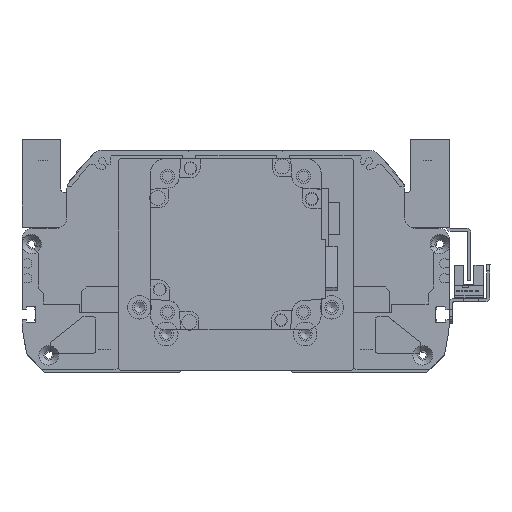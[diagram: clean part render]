
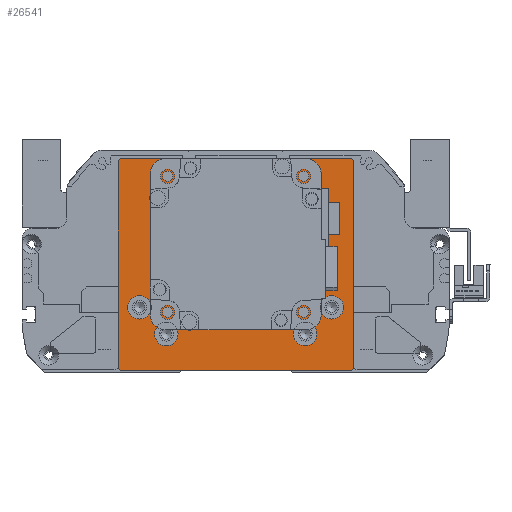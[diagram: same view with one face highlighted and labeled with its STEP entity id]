
A CAD part, front view. The second image highlights one B-rep face of the part: STEP entity #26541.
In plain terms, the highlighted face is planar.
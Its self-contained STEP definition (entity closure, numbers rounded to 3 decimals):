
#452=FACE_BOUND('',#5560,.T.);
#453=FACE_BOUND('',#5561,.T.);
#454=FACE_BOUND('',#5562,.T.);
#455=FACE_BOUND('',#5563,.T.);
#456=FACE_BOUND('',#5564,.T.);
#457=FACE_BOUND('',#5565,.T.);
#458=FACE_BOUND('',#5566,.T.);
#459=FACE_BOUND('',#5567,.T.);
#460=FACE_BOUND('',#5568,.T.);
#1713=PLANE('',#29489);
#3913=FACE_OUTER_BOUND('',#5559,.T.);
#5559=EDGE_LOOP('',(#24552,#24553,#24554,#24555,#24556,#24557,#24558,#24559));
#5560=EDGE_LOOP('',(#24560));
#5561=EDGE_LOOP('',(#24561));
#5562=EDGE_LOOP('',(#24562));
#5563=EDGE_LOOP('',(#24563));
#5564=EDGE_LOOP('',(#24564));
#5565=EDGE_LOOP('',(#24565));
#5566=EDGE_LOOP('',(#24566));
#5567=EDGE_LOOP('',(#24567));
#5568=EDGE_LOOP('',(#24568));
#7731=LINE('',#46616,#9954);
#7734=LINE('',#46625,#9957);
#7737=LINE('',#46630,#9960);
#7739=LINE('',#46633,#9962);
#7740=LINE('',#46636,#9963);
#7742=LINE('',#46640,#9965);
#7744=LINE('',#46644,#9967);
#7757=LINE('',#46706,#9980);
#9954=VECTOR('',#36536,10.);
#9957=VECTOR('',#36545,10.);
#9960=VECTOR('',#36550,10.);
#9962=VECTOR('',#36554,10.);
#9963=VECTOR('',#36557,10.);
#9965=VECTOR('',#36561,10.);
#9967=VECTOR('',#36565,10.);
#9980=VECTOR('',#36644,10.);
#11333=CIRCLE('',#29446,2.459);
#11334=CIRCLE('',#29449,2.459);
#11335=CIRCLE('',#29457,2.459);
#11336=CIRCLE('',#29459,2.459);
#11339=CIRCLE('',#29464,5.5);
#11342=CIRCLE('',#29470,5.5);
#11345=CIRCLE('',#29476,5.5);
#11348=CIRCLE('',#29482,5.5);
#11350=CIRCLE('',#29487,35.);
#13716=VERTEX_POINT('',#46609);
#13717=VERTEX_POINT('',#46613);
#13718=VERTEX_POINT('',#46615);
#13719=VERTEX_POINT('',#46619);
#13720=VERTEX_POINT('',#46623);
#13721=VERTEX_POINT('',#46624);
#13722=VERTEX_POINT('',#46629);
#13723=VERTEX_POINT('',#46635);
#13724=VERTEX_POINT('',#46639);
#13725=VERTEX_POINT('',#46643);
#13726=VERTEX_POINT('',#46647);
#13727=VERTEX_POINT('',#46651);
#13730=VERTEX_POINT('',#46660);
#13733=VERTEX_POINT('',#46671);
#13736=VERTEX_POINT('',#46682);
#13739=VERTEX_POINT('',#46693);
#13741=VERTEX_POINT('',#46702);
#17342=EDGE_CURVE('',#13716,#13716,#11333,.T.);
#17345=EDGE_CURVE('',#13718,#13717,#7731,.T.);
#17347=EDGE_CURVE('',#13719,#13719,#11334,.T.);
#17349=EDGE_CURVE('',#13720,#13721,#7734,.T.);
#17352=EDGE_CURVE('',#13722,#13721,#7737,.T.);
#17354=EDGE_CURVE('',#13722,#13717,#7739,.T.);
#17355=EDGE_CURVE('',#13718,#13723,#7740,.T.);
#17357=EDGE_CURVE('',#13724,#13723,#7742,.T.);
#17359=EDGE_CURVE('',#13724,#13725,#7744,.T.);
#17361=EDGE_CURVE('',#13726,#13726,#11335,.T.);
#17363=EDGE_CURVE('',#13727,#13727,#11336,.T.);
#17367=EDGE_CURVE('',#13730,#13730,#11339,.T.);
#17372=EDGE_CURVE('',#13733,#13733,#11342,.T.);
#17377=EDGE_CURVE('',#13736,#13736,#11345,.T.);
#17382=EDGE_CURVE('',#13739,#13739,#11348,.T.);
#17386=EDGE_CURVE('',#13741,#13741,#11350,.T.);
#17388=EDGE_CURVE('',#13720,#13725,#7757,.T.);
#24552=ORIENTED_EDGE('',*,*,#17349,.F.);
#24553=ORIENTED_EDGE('',*,*,#17388,.T.);
#24554=ORIENTED_EDGE('',*,*,#17359,.F.);
#24555=ORIENTED_EDGE('',*,*,#17357,.T.);
#24556=ORIENTED_EDGE('',*,*,#17355,.F.);
#24557=ORIENTED_EDGE('',*,*,#17345,.T.);
#24558=ORIENTED_EDGE('',*,*,#17354,.F.);
#24559=ORIENTED_EDGE('',*,*,#17352,.T.);
#24560=ORIENTED_EDGE('',*,*,#17361,.T.);
#24561=ORIENTED_EDGE('',*,*,#17347,.T.);
#24562=ORIENTED_EDGE('',*,*,#17363,.T.);
#24563=ORIENTED_EDGE('',*,*,#17342,.T.);
#24564=ORIENTED_EDGE('',*,*,#17367,.T.);
#24565=ORIENTED_EDGE('',*,*,#17372,.T.);
#24566=ORIENTED_EDGE('',*,*,#17377,.T.);
#24567=ORIENTED_EDGE('',*,*,#17382,.T.);
#24568=ORIENTED_EDGE('',*,*,#17386,.T.);
#26541=ADVANCED_FACE('',(#3913,#452,#453,#454,#455,#456,#457,#458,#459,
#460),#1713,.T.);
#29446=AXIS2_PLACEMENT_3D('',#46610,#36530,#36531);
#29449=AXIS2_PLACEMENT_3D('',#46620,#36540,#36541);
#29457=AXIS2_PLACEMENT_3D('',#46648,#36569,#36570);
#29459=AXIS2_PLACEMENT_3D('',#46652,#36574,#36575);
#29464=AXIS2_PLACEMENT_3D('',#46661,#36585,#36586);
#29470=AXIS2_PLACEMENT_3D('',#46672,#36599,#36600);
#29476=AXIS2_PLACEMENT_3D('',#46683,#36613,#36614);
#29482=AXIS2_PLACEMENT_3D('',#46694,#36627,#36628);
#29487=AXIS2_PLACEMENT_3D('',#46703,#36639,#36640);
#29489=AXIS2_PLACEMENT_3D('',#46707,#36645,#36646);
#36530=DIRECTION('center_axis',(0.,0.,-1.));
#36531=DIRECTION('ref_axis',(1.,0.,0.));
#36536=DIRECTION('',(-1.,0.,0.));
#36540=DIRECTION('center_axis',(0.,0.,-1.));
#36541=DIRECTION('ref_axis',(1.,0.,0.));
#36545=DIRECTION('',(-0.707,0.707,0.));
#36550=DIRECTION('',(0.,-1.,0.));
#36554=DIRECTION('',(0.707,0.707,0.));
#36557=DIRECTION('',(0.707,-0.707,0.));
#36561=DIRECTION('',(0.,1.,0.));
#36565=DIRECTION('',(-0.707,-0.707,0.));
#36569=DIRECTION('center_axis',(0.,0.,-1.));
#36570=DIRECTION('ref_axis',(1.,0.,0.));
#36574=DIRECTION('center_axis',(0.,0.,-1.));
#36575=DIRECTION('ref_axis',(1.,0.,0.));
#36585=DIRECTION('center_axis',(0.,0.,-1.));
#36586=DIRECTION('ref_axis',(1.,0.,0.));
#36599=DIRECTION('center_axis',(0.,0.,-1.));
#36600=DIRECTION('ref_axis',(1.,0.,0.));
#36613=DIRECTION('center_axis',(0.,0.,-1.));
#36614=DIRECTION('ref_axis',(1.,0.,0.));
#36627=DIRECTION('center_axis',(0.,0.,-1.));
#36628=DIRECTION('ref_axis',(1.,0.,0.));
#36639=DIRECTION('center_axis',(0.,0.,-1.));
#36640=DIRECTION('ref_axis',(1.,0.,0.));
#36644=DIRECTION('',(1.,0.,0.));
#36645=DIRECTION('center_axis',(0.,0.,1.));
#36646=DIRECTION('ref_axis',(1.,0.,0.));
#46609=CARTESIAN_POINT('',(29.361,41.32,89.));
#46610=CARTESIAN_POINT('Origin',(31.82,41.32,89.));
#46613=CARTESIAN_POINT('',(-54.,49.5,89.));
#46615=CARTESIAN_POINT('',(54.,49.5,89.));
#46616=CARTESIAN_POINT('',(55.,49.5,89.));
#46619=CARTESIAN_POINT('',(-34.278,41.32,89.));
#46620=CARTESIAN_POINT('Origin',(-31.82,41.32,89.));
#46623=CARTESIAN_POINT('',(-54.,-49.5,89.));
#46624=CARTESIAN_POINT('',(-55.,-48.5,89.));
#46625=CARTESIAN_POINT('',(-53.125,-50.375,89.));
#46629=CARTESIAN_POINT('',(-55.,48.5,89.));
#46630=CARTESIAN_POINT('',(-55.,49.5,89.));
#46633=CARTESIAN_POINT('',(-53.125,50.375,89.));
#46635=CARTESIAN_POINT('',(55.,48.5,89.));
#46636=CARTESIAN_POINT('',(53.125,50.375,89.));
#46639=CARTESIAN_POINT('',(55.,-48.5,89.));
#46640=CARTESIAN_POINT('',(55.,-49.5,89.));
#46643=CARTESIAN_POINT('',(54.,-49.5,89.));
#46644=CARTESIAN_POINT('',(53.125,-50.375,89.));
#46647=CARTESIAN_POINT('',(29.361,-22.32,89.));
#46648=CARTESIAN_POINT('Origin',(31.82,-22.32,89.));
#46651=CARTESIAN_POINT('',(-34.278,-22.32,89.));
#46652=CARTESIAN_POINT('Origin',(-31.82,-22.32,89.));
#46660=CARTESIAN_POINT('',(27.,-32.5,89.));
#46661=CARTESIAN_POINT('Origin',(32.5,-32.5,89.));
#46671=CARTESIAN_POINT('',(-50.5,-20.,89.));
#46672=CARTESIAN_POINT('Origin',(-45.,-20.,89.));
#46682=CARTESIAN_POINT('',(-38.,-32.5,89.));
#46683=CARTESIAN_POINT('Origin',(-32.5,-32.5,89.));
#46693=CARTESIAN_POINT('',(39.5,-20.,89.));
#46694=CARTESIAN_POINT('Origin',(45.,-20.,89.));
#46702=CARTESIAN_POINT('',(-35.,9.5,89.));
#46703=CARTESIAN_POINT('Origin',(0.,9.5,89.));
#46706=CARTESIAN_POINT('',(-55.,-49.5,89.));
#46707=CARTESIAN_POINT('Origin',(0.,0.,
89.));
